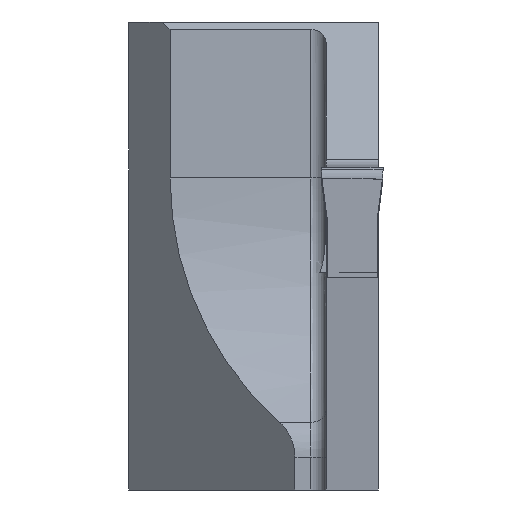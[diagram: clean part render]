
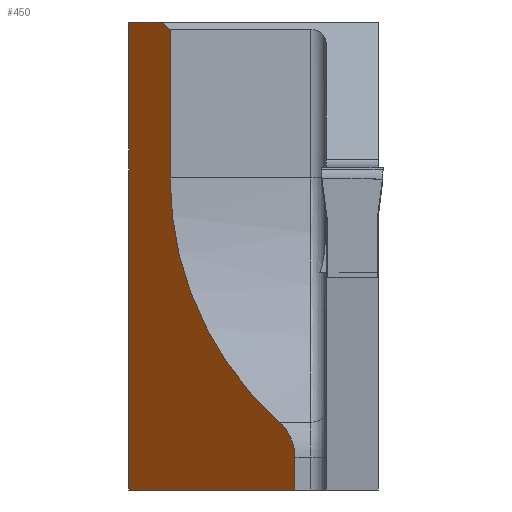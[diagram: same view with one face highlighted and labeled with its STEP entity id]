
A CAD part, left-side view. The second image highlights one B-rep face of the part: STEP entity #450.
In plain terms, the highlighted planar face has unit normal (-0.707, 0.707, 0).
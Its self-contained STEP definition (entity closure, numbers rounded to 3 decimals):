
#410=ELLIPSE('',#1346,4.243,3.);
#411=ELLIPSE('',#1351,29.698,21.);
#450=ADVANCED_FACE('',(#534),#494,.T.);
#494=PLANE('',#1362);
#534=FACE_OUTER_BOUND('',#584,.T.);
#584=EDGE_LOOP('',(#748,#749,#750,#751,#752,#753,#754,#755));
#748=ORIENTED_EDGE('',*,*,#1025,.F.);
#749=ORIENTED_EDGE('',*,*,#1045,.F.);
#750=ORIENTED_EDGE('',*,*,#1038,.T.);
#751=ORIENTED_EDGE('',*,*,#1042,.T.);
#752=ORIENTED_EDGE('',*,*,#1050,.F.);
#753=ORIENTED_EDGE('',*,*,#1046,.T.);
#754=ORIENTED_EDGE('',*,*,#1055,.F.);
#755=ORIENTED_EDGE('',*,*,#1053,.T.);
#932=VERTEX_POINT('',#1760);
#933=VERTEX_POINT('',#1762);
#943=VERTEX_POINT('',#1786);
#944=VERTEX_POINT('',#1788);
#946=VERTEX_POINT('',#1794);
#947=VERTEX_POINT('',#1802);
#948=VERTEX_POINT('',#1803);
#950=VERTEX_POINT('',#1814);
#1025=EDGE_CURVE('',#932,#933,#1149,.T.);
#1038=EDGE_CURVE('',#944,#943,#1160,.T.);
#1042=EDGE_CURVE('',#943,#946,#1163,.T.);
#1045=EDGE_CURVE('',#944,#932,#1166,.T.);
#1046=EDGE_CURVE('',#947,#948,#410,.T.);
#1050=EDGE_CURVE('',#947,#946,#1169,.T.);
#1053=EDGE_CURVE('',#950,#933,#1172,.T.);
#1055=EDGE_CURVE('',#950,#948,#411,.T.);
#1149=LINE('',#1761,#1249);
#1160=LINE('',#1787,#1260);
#1163=LINE('',#1795,#1263);
#1166=LINE('',#1799,#1266);
#1169=LINE('',#1809,#1269);
#1172=LINE('',#1813,#1272);
#1249=VECTOR('',#1460,1.);
#1260=VECTOR('',#1479,1.);
#1263=VECTOR('',#1486,1.);
#1266=VECTOR('',#1491,1.);
#1269=VECTOR('',#1502,1.);
#1272=VECTOR('',#1507,1.);
#1346=AXIS2_PLACEMENT_3D('',#1801,#1494,#1495);
#1351=AXIS2_PLACEMENT_3D('',#1817,#1511,#1512);
#1362=AXIS2_PLACEMENT_3D('',#1833,#1538,#1539);
#1460=DIRECTION('',(-0.608,-0.608,-0.51));
#1479=DIRECTION('',(0.,0.,-1.));
#1486=DIRECTION('',(-0.707,-0.707,0.));
#1491=DIRECTION('',(-0.707,-0.707,0.));
#1494=DIRECTION('',(-0.707,0.707,0.));
#1495=DIRECTION('',(-0.707,-0.707,0.));
#1502=DIRECTION('',(0.,0.,-1.));
#1507=DIRECTION('',(0.,0.,1.));
#1511=DIRECTION('',(-0.707,0.707,0.));
#1512=DIRECTION('',(-0.707,-0.707,0.));
#1538=DIRECTION('',(-0.707,0.707,0.));
#1539=DIRECTION('',(-0.707,-0.707,0.));
#1760=CARTESIAN_POINT('',(16.576,13.926,10.));
#1761=CARTESIAN_POINT('',(72.317,69.667,56.772));
#1762=CARTESIAN_POINT('',(16.,13.35,9.516));
#1786=CARTESIAN_POINT('',(18.65,16.,-20.));
#1787=CARTESIAN_POINT('',(18.65,16.,210.072));
#1788=CARTESIAN_POINT('',(18.65,16.,10.));
#1794=CARTESIAN_POINT('',(8.,5.35,-20.));
#1795=CARTESIAN_POINT('',(26.972,24.322,-20.));
#1799=CARTESIAN_POINT('',(1.325,-1.325,10.));
#1801=CARTESIAN_POINT('',(11.,8.35,-17.889));
#1802=CARTESIAN_POINT('',(8.,5.35,-17.889));
#1803=CARTESIAN_POINT('',(9.,6.35,-15.652));
#1809=CARTESIAN_POINT('',(8.,5.35,210.072));
#1813=CARTESIAN_POINT('',(16.,13.35,0.));
#1814=CARTESIAN_POINT('',(16.,13.35,0.));
#1817=CARTESIAN_POINT('',(-5.,-7.65,0.));
#1833=CARTESIAN_POINT('',(8.,5.35,210.072));
